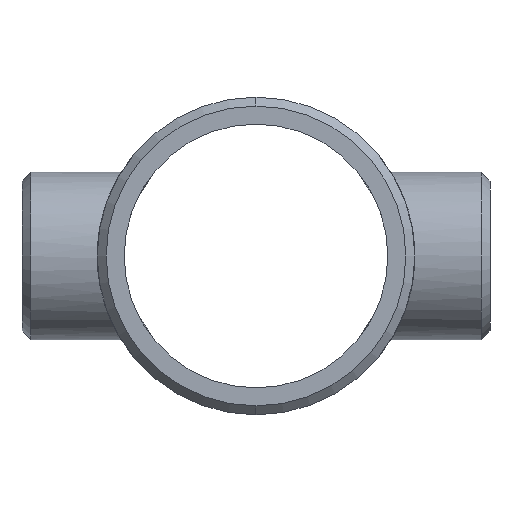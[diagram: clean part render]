
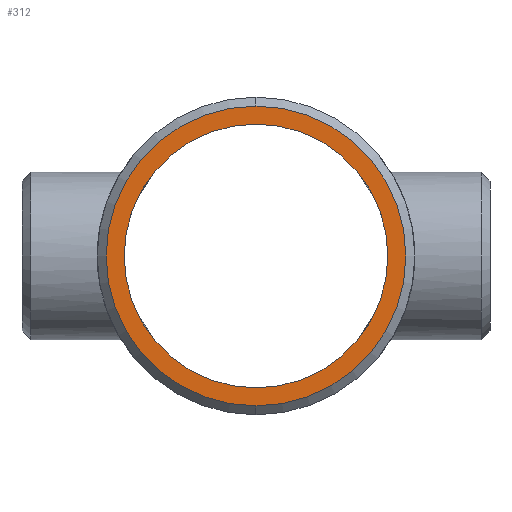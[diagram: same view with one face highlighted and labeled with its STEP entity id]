
A CAD part, left-side view. The second image highlights one B-rep face of the part: STEP entity #312.
In plain terms, the highlighted planar face has unit normal (-1, 0, 0).
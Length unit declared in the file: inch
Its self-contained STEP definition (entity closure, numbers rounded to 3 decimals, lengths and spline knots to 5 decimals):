
#24 = AXIS2_PLACEMENT_3D ( 'NONE', #1218, #1123, #244 ) ;
#26 = CIRCLE ( 'NONE', #769, 3.12517 ) ;
#80 = CARTESIAN_POINT ( 'NONE',  ( -5.62, 0., -3.12517 ) ) ;
#105 = CARTESIAN_POINT ( 'NONE',  ( -5.62, 0., 0. ) ) ;
#167 = CARTESIAN_POINT ( 'NONE',  ( -5.62, 0., -2.7505 ) ) ;
#182 = DIRECTION ( 'NONE',  ( 1., 0., 0. ) ) ;
#211 = CIRCLE ( 'NONE', #24, 3.12517 ) ;
#244 = DIRECTION ( 'NONE',  ( 0., 0., 1. ) ) ;
#279 = VERTEX_POINT ( 'NONE', #167 ) ;
#284 = EDGE_LOOP ( 'NONE', ( #365, #1042 ) ) ;
#298 = AXIS2_PLACEMENT_3D ( 'NONE', #393, #182, #597 ) ;
#299 = DIRECTION ( 'NONE',  ( 1., 0., 0. ) ) ;
#311 = DIRECTION ( 'NONE',  ( 0., 0., 1. ) ) ;
#312 = ADVANCED_FACE ( 'NONE', ( #566, #972 ), #592, .T. ) ;
#319 = CARTESIAN_POINT ( 'NONE',  ( -5.62, 0., 0. ) ) ;
#365 = ORIENTED_EDGE ( 'NONE', *, *, #368, .T. ) ;
#368 = EDGE_CURVE ( 'NONE', #959, #279, #1061, .T. ) ;
#393 = CARTESIAN_POINT ( 'NONE',  ( -5.62, 0., 0. ) ) ;
#421 = DIRECTION ( 'NONE',  ( -1., 0., 0. ) ) ;
#566 = FACE_OUTER_BOUND ( 'NONE', #912, .T. ) ;
#574 = DIRECTION ( 'NONE',  ( -1., 0., 0. ) ) ;
#592 = PLANE ( 'NONE',  #1254 ) ;
#593 = EDGE_CURVE ( 'NONE', #1029, #781, #211, .T. ) ;
#597 = DIRECTION ( 'NONE',  ( 0., 0., 1. ) ) ;
#645 = AXIS2_PLACEMENT_3D ( 'NONE', #319, #299, #311 ) ;
#682 = CARTESIAN_POINT ( 'NONE',  ( -5.62, 0., 2.7505 ) ) ;
#769 = AXIS2_PLACEMENT_3D ( 'NONE', #979, #574, #1152 ) ;
#781 = VERTEX_POINT ( 'NONE', #80 ) ;
#789 = ORIENTED_EDGE ( 'NONE', *, *, #1122, .T. ) ;
#818 = DIRECTION ( 'NONE',  ( 0., 0., -1. ) ) ;
#850 = CARTESIAN_POINT ( 'NONE',  ( -5.62, 0., 3.12517 ) ) ;
#912 = EDGE_LOOP ( 'NONE', ( #789, #1121 ) ) ;
#959 = VERTEX_POINT ( 'NONE', #682 ) ;
#972 = FACE_BOUND ( 'NONE', #284, .T. ) ;
#979 = CARTESIAN_POINT ( 'NONE',  ( -5.62, 0., 0. ) ) ;
#1029 = VERTEX_POINT ( 'NONE', #850 ) ;
#1042 = ORIENTED_EDGE ( 'NONE', *, *, #1209, .T. ) ;
#1061 = CIRCLE ( 'NONE', #645, 2.7505 ) ;
#1121 = ORIENTED_EDGE ( 'NONE', *, *, #593, .T. ) ;
#1122 = EDGE_CURVE ( 'NONE', #781, #1029, #26, .T. ) ;
#1123 = DIRECTION ( 'NONE',  ( -1., 0., 0. ) ) ;
#1137 = CIRCLE ( 'NONE', #298, 2.7505 ) ;
#1152 = DIRECTION ( 'NONE',  ( 0., 0., 1. ) ) ;
#1209 = EDGE_CURVE ( 'NONE', #279, #959, #1137, .T. ) ;
#1218 = CARTESIAN_POINT ( 'NONE',  ( -5.62, 0., 0. ) ) ;
#1254 = AXIS2_PLACEMENT_3D ( 'NONE', #105, #421, #818 ) ;
